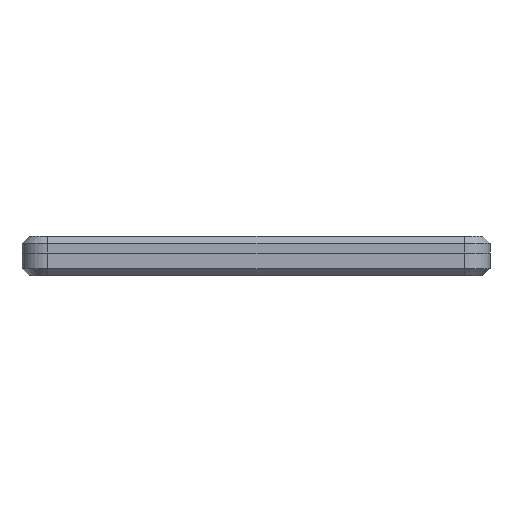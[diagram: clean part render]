
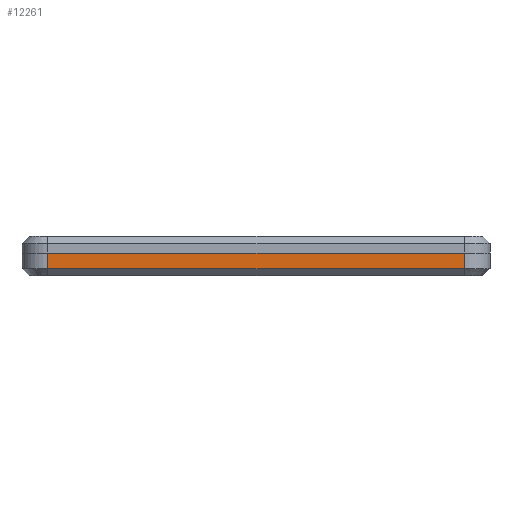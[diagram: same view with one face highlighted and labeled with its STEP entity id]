
A CAD part, left-side view. The second image highlights one B-rep face of the part: STEP entity #12261.
In plain terms, the highlighted planar face has unit normal (-1, 0, 0).
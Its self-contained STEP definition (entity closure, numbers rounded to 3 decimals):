
#1385=LINE('',#20352,#2405);
#1425=LINE('',#20500,#2445);
#1477=LINE('',#20735,#2497);
#1478=LINE('',#20736,#2498);
#2405=VECTOR('',#16859,10.);
#2445=VECTOR('',#17015,10.);
#2497=VECTOR('',#17305,10.);
#2498=VECTOR('',#17306,10.);
#3445=FACE_OUTER_BOUND('',#4427,.T.);
#4427=EDGE_LOOP('',(#11097,#11098,#11099,#11100));
#6034=VERTEX_POINT('',#20349);
#6035=VERTEX_POINT('',#20351);
#6084=VERTEX_POINT('',#20494);
#6085=VERTEX_POINT('',#20498);
#7622=EDGE_CURVE('',#6034,#6035,#1385,.T.);
#7697=EDGE_CURVE('',#6084,#6085,#1425,.T.);
#7802=EDGE_CURVE('',#6084,#6035,#1477,.T.);
#7803=EDGE_CURVE('',#6085,#6034,#1478,.T.);
#11097=ORIENTED_EDGE('',*,*,#7697,.F.);
#11098=ORIENTED_EDGE('',*,*,#7802,.T.);
#11099=ORIENTED_EDGE('',*,*,#7622,.F.);
#11100=ORIENTED_EDGE('',*,*,#7803,.F.);
#11442=PLANE('',#13646);
#12261=ADVANCED_FACE('',(#3445),#11442,.T.);
#13646=AXIS2_PLACEMENT_3D('',#20734,#17303,#17304);
#16859=DIRECTION('',(0.,-1.,0.));
#17015=DIRECTION('',(0.,1.,0.));
#17303=DIRECTION('center_axis',(-1.,0.,0.));
#17304=DIRECTION('ref_axis',(0.,1.,0.));
#17305=DIRECTION('',(0.,0.,1.));
#17306=DIRECTION('',(0.,0.,1.));
#20349=CARTESIAN_POINT('',(-109.,53.15,3.));
#20351=CARTESIAN_POINT('',(-109.,-59.25,3.));
#20352=CARTESIAN_POINT('',(-109.,25.05,3.));
#20494=CARTESIAN_POINT('',(-109.,-59.25,-1.2));
#20498=CARTESIAN_POINT('',(-109.,53.15,-1.2));
#20500=CARTESIAN_POINT('',(-109.,-31.15,-1.2));
#20734=CARTESIAN_POINT('Origin',(-109.,-59.25,0.));
#20735=CARTESIAN_POINT('',(-109.,-59.25,0.));
#20736=CARTESIAN_POINT('',(-109.,53.15,0.));
